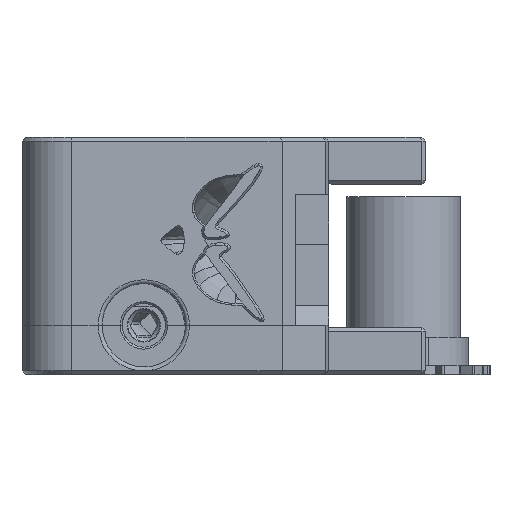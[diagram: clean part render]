
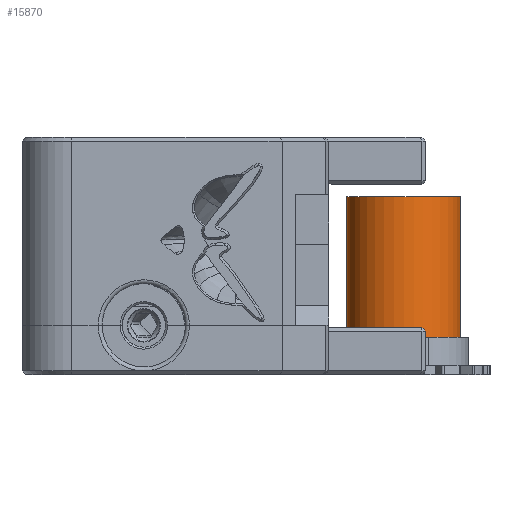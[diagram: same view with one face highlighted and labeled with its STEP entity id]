
A CAD part, front view. The second image highlights one B-rep face of the part: STEP entity #15870.
In plain terms, the highlighted cylindrical face has radius 5.75 mm (diameter 11.5 mm), a full revolution.
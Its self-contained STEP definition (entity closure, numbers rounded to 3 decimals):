
#905=LINE('',#22361,#2272);
#2272=VECTOR('',#18357,5.75);
#3637=CYLINDRICAL_SURFACE('',#16972,5.75);
#3926=FACE_OUTER_BOUND('',#4868,.T.);
#4868=EDGE_LOOP('',(#10540,#10541,#10542,#10543));
#5862=CIRCLE('',#16973,5.75);
#5863=CIRCLE('',#16974,5.75);
#6442=VERTEX_POINT('',#22358);
#6443=VERTEX_POINT('',#22360);
#8032=EDGE_CURVE('',#6442,#6442,#5862,.T.);
#8033=EDGE_CURVE('',#6442,#6443,#905,.T.);
#8034=EDGE_CURVE('',#6443,#6443,#5863,.T.);
#10540=ORIENTED_EDGE('',*,*,#8032,.F.);
#10541=ORIENTED_EDGE('',*,*,#8033,.T.);
#10542=ORIENTED_EDGE('',*,*,#8034,.T.);
#10543=ORIENTED_EDGE('',*,*,#8033,.F.);
#15870=ADVANCED_FACE('',(#3926),#3637,.T.);
#16972=AXIS2_PLACEMENT_3D('',#22357,#18353,#18354);
#16973=AXIS2_PLACEMENT_3D('',#22359,#18355,#18356);
#16974=AXIS2_PLACEMENT_3D('',#22362,#18358,#18359);
#18353=DIRECTION('center_axis',(0.,0.,
1.));
#18354=DIRECTION('ref_axis',(1.,0.,0.));
#18355=DIRECTION('center_axis',(0.,0.,
1.));
#18356=DIRECTION('ref_axis',(1.,0.,0.));
#18357=DIRECTION('',(0.,0.,-1.));
#18358=DIRECTION('center_axis',(0.,0.,
1.));
#18359=DIRECTION('ref_axis',(1.,0.,0.));
#22357=CARTESIAN_POINT('Origin',(1.952,-101.408,-17.2));
#22358=CARTESIAN_POINT('',(-3.798,-101.408,0.8));
#22359=CARTESIAN_POINT('Origin',(1.952,-101.408,0.8));
#22360=CARTESIAN_POINT('',(-3.798,-101.408,-17.2));
#22361=CARTESIAN_POINT('',(-3.798,-101.408,-17.2));
#22362=CARTESIAN_POINT('Origin',(1.952,-101.408,-17.2));
